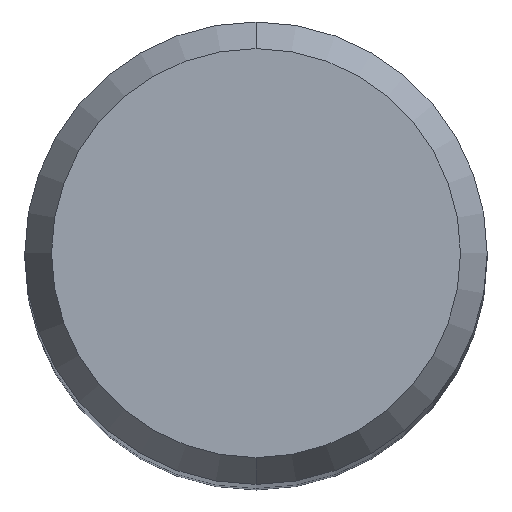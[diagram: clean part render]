
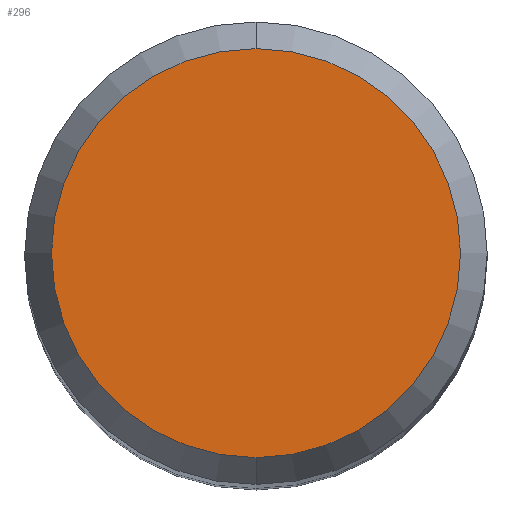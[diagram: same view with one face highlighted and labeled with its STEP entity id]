
A CAD part, top view. The second image highlights one B-rep face of the part: STEP entity #296.
In plain terms, the highlighted planar face has unit normal (0, 0, 1).
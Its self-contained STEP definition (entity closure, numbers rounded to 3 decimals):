
#162=VERTEX_POINT('',#414);
#198=EDGE_CURVE('',#162,#330,#452,.T.);
#218=EDGE_CURVE('',#330,#162,#473,.T.);
#296=ADVANCED_FACE('',(#561),#562,.T.);
#330=VERTEX_POINT('',#599);
#414=CARTESIAN_POINT('',(0.,-4.423,0.0));
#452=CIRCLE('',#781,4.423);
#473=CIRCLE('',#839,4.423);
#561=FACE_OUTER_BOUND('',#1072,.T.);
#562=PLANE('',#1073);
#599=CARTESIAN_POINT('',(0.0,4.423,0.0));
#781=AXIS2_PLACEMENT_3D('',#1286,#1287,#1288);
#839=AXIS2_PLACEMENT_3D('',#1302,#1303,#1304);
#1072=EDGE_LOOP('',(#1427,#1428));
#1073=AXIS2_PLACEMENT_3D('',#1429,#1430,#1431);
#1286=CARTESIAN_POINT('',(0.0,0.0,0.0));
#1287=DIRECTION('',(0.0,0.0,-1.0));
#1288=DIRECTION('',(0.0,1.0,0.0));
#1302=CARTESIAN_POINT('',(0.0,0.0,0.0));
#1303=DIRECTION('',(0.0,0.0,-1.0));
#1304=DIRECTION('',(0.0,1.0,0.0));
#1427=ORIENTED_EDGE('',*,*,#218,.F.);
#1428=ORIENTED_EDGE('',*,*,#198,.F.);
#1429=CARTESIAN_POINT('',(0.0,2.211,0.0));
#1430=DIRECTION('',(-0.0,0.0,1.0));
#1431=DIRECTION('',(0.0,-1.0,0.0));
